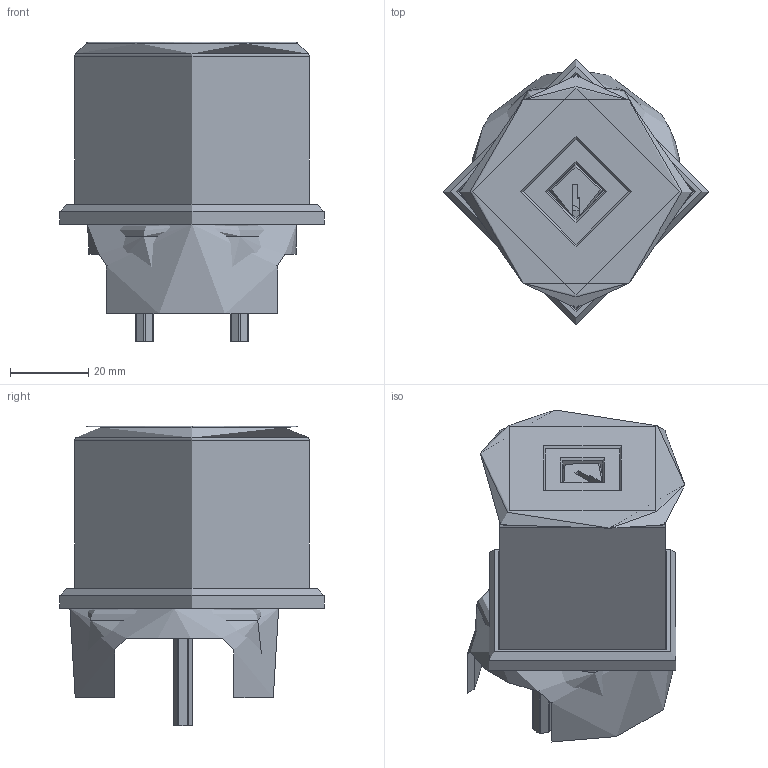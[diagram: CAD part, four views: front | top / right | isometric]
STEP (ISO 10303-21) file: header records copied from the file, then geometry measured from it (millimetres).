
FILE_DESCRIPTION(/* description */ (''),/* implementation_level */ '2;1');
FILE_NAME(/* name */ 'Metal Lock Beta Inverted2 v13.step',/* time_stamp */ '2025-08-28T21:36:29-07:00',/* author */ (''),/* organization */ (''),/* preprocessor_version */ 'ST-DEVELOPER v20.1',/* originating_system */ 'Autodesk Translation Framework v14.10.0.0',/* authorisation */ '');
FILE_SCHEMA (('AUTOMOTIVE_DESIGN { 1 0 10303 214 3 1 1 }'));
Length unit declared in the file: inch
Products named in the file (14): Metal Lock Beta Inverted2; Core; MidCore; Shell; Cap; SetScrew; Knob; Bearing; CenterBushing; ANIMATE_PT; 90442A902 Stand in; BaseFlange; BSHCS ANSI B18.3.1M - M3x0.5 x 12 Steel Grade 2 Plain; 93655A223_Male-Female Threaded Hex Standoff
Assembly tree (17 placements, depth 2):
  Metal Lock Beta Inverted2
    Core
    MidCore
    Shell
    Cap
    SetScrew
    Knob
    Bearing
    CenterBushing
    ANIMATE_PT
    90442A902 Stand in
    BaseFlange
    BSHCS ANSI B18.3.1M - M3x0.5 x 12 Steel Grade 2 Plain  x4
    93655A223_Male-Female Threaded Hex Standoff  x2
Bounding box: 67.49 x 67.49 x 76.54 mm (x, y, z)
Volume: 104429.9 mm3; surface area: 58593.4 mm2
Topology: 17 solids, 17 shells, 519 faces, 1308 edges, 842 vertices
Faces by surface type: cylinder 222, plane 185, cone 39, bspline 38, torus 35
Full cylindrical faces by diameter (mm): 2.286 x1, 2.337 x1, 2.35 x2, 2.529 x6, 2.54 x2, 2.769 x2, 2.927 x4, 3 x38, 3.251 x17, 3.4 x4, 3.409 x3, 5.5 x4, 11.798 x6, 12.7 x6, 13.056 x1, 13.335 x1, 14.275 x1, 14.326 x1, 15.24 x2, 19.812 x1, 20.066 x1, 34.492 x1, 35 x1, 38.556 x3, 40.97 x1, 44.46 x2, 47 x1, 49.276 x1, 50.521 x1, 53.34 x1
Entity records: 27066 total; most frequent: CARTESIAN_POINT 16748, ORIENTED_EDGE 2126, DIRECTION 1974, EDGE_CURVE 1063, AXIS2_PLACEMENT_3D 783, VERTEX_POINT 693, EDGE_LOOP 504, FACE_OUTER_BOUND 410
